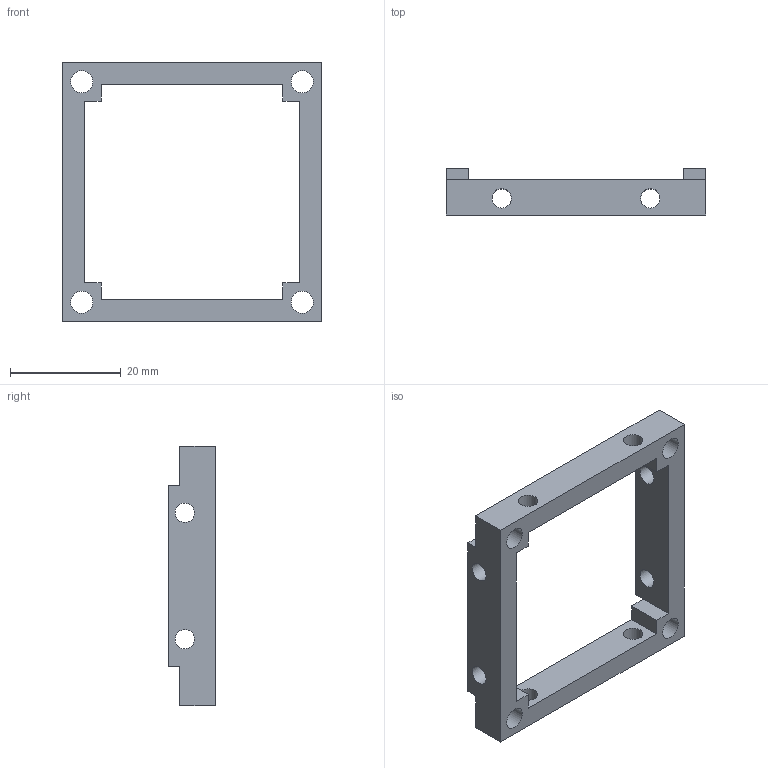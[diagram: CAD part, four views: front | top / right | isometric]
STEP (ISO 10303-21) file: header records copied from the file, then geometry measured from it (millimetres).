
FILE_DESCRIPTION(/* description */ (''),/* implementation_level */ '2;1');
FILE_NAME(/* name */ 'rails_Y-.step',/* time_stamp */ '2022-08-26T12:59:30-04:00',/* author */ (''),/* organization */ (''),/* preprocessor_version */ 'ST-DEVELOPER v19',/* originating_system */ 'Autodesk Translation Framework v11.7.0.108',/* authorisation */ '');
FILE_SCHEMA (('AUTOMOTIVE_DESIGN { 1 0 10303 214 3 1 1 }'));
Length unit declared in the file: millimetre
Products named in the file (1): FusionComponent
Bounding box: 46.8 x 8.4 x 46.8 mm (x, y, z)
Volume: 4508.3 mm3; surface area: 4346.4 mm2
Topology: 1 solids, 1 shells, 37 faces, 104 edges, 68 vertices
Faces by surface type: plane 25, cylinder 12
Full cylindrical faces by diameter (mm): 3.5 x8, 4 x4
Entity records: 1275 total; most frequent: CARTESIAN_POINT 210, ORIENTED_EDGE 208, DIRECTION 204, EDGE_CURVE 104, LINE 80, VECTOR 80, VERTEX_POINT 68, EDGE_LOOP 62
